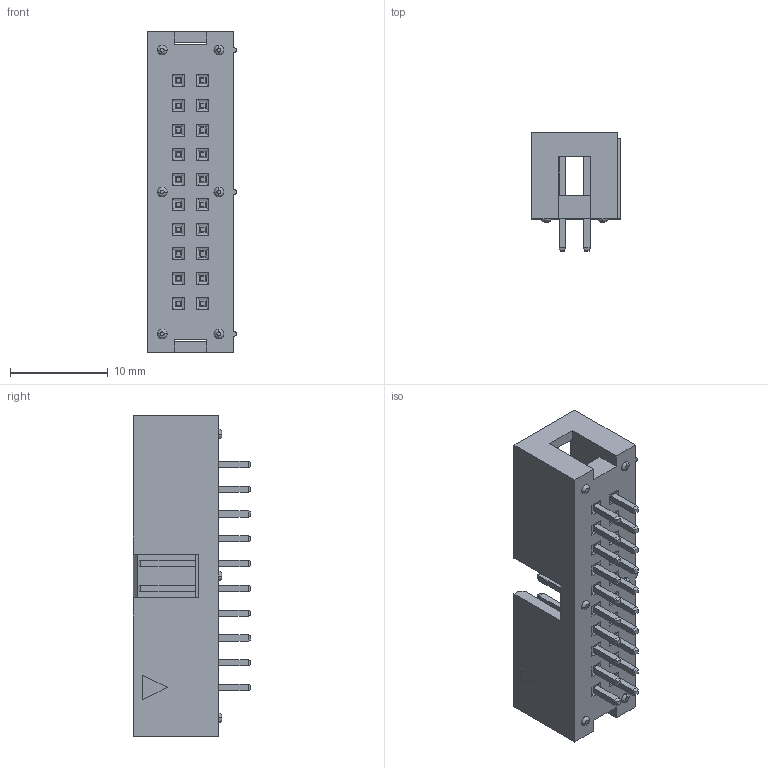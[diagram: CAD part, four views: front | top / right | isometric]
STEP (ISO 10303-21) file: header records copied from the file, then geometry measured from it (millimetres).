
FILE_DESCRIPTION (( 'STEP AP214' ), '1' );
FILE_NAME ('2x10 2.54mm Box Header.STEP', '2016-04-26T15:35:52', ( 'SAIT' ), ( 'SAIT' ), 'SwSTEP 2.0', 'SolidWorks 2015', '' );
FILE_SCHEMA (( 'AUTOMOTIVE_DESIGN' ));
Length unit declared in the file: inch
Products named in the file (2): SBH11-_ _ _C-D10-ST-_ _; 2x10 2.54mm Box Header
Assembly tree (1 placements, depth 2):
  2x10 2.54mm Box Header
    SBH11-_ _ _C-D10-ST-_ _
Bounding box: 9.1 x 12.1 x 32.9 mm (x, y, z)
Volume: 1252.5 mm3; surface area: 2181.1 mm2
Topology: 1 solids, 1 shells, 503 faces, 1130 edges, 672 vertices
Faces by surface type: plane 488, bspline 12, cylinder 3
Entity records: 20155 total; most frequent: CARTESIAN_POINT 2525, ORIENTED_EDGE 2260, DIRECTION 2138, EDGE_CURVE 1130, LINE 1088, VECTOR 1088, VERTEX_POINT 672, EDGE_LOOP 550
